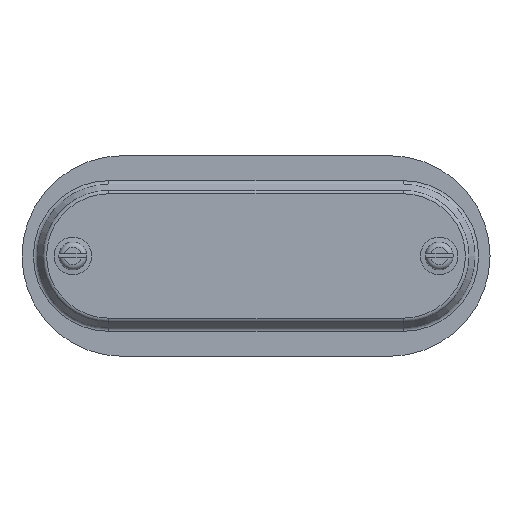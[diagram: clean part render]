
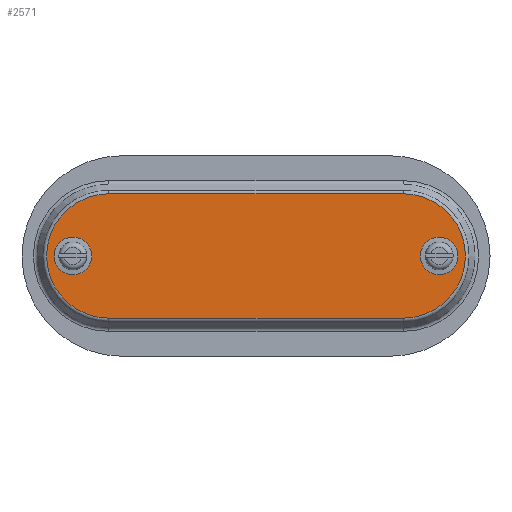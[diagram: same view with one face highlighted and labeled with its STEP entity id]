
A CAD part, top view. The second image highlights one B-rep face of the part: STEP entity #2571.
In plain terms, the highlighted planar face has unit normal (0, 0, 1).
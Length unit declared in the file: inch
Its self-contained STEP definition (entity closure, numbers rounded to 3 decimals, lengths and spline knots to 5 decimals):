
#207=FACE_BOUND('',#404,.T.);
#208=FACE_BOUND('',#405,.T.);
#246=FACE_OUTER_BOUND('',#403,.T.);
#403=EDGE_LOOP('',(#1743,#1744,#1745,#1746));
#404=EDGE_LOOP('',(#1747));
#405=EDGE_LOOP('',(#1748));
#599=CIRCLE('',#2854,0.93002);
#600=CIRCLE('',#2855,0.93002);
#601=CIRCLE('',#2856,0.121);
#602=CIRCLE('',#2857,0.121);
#737=LINE('',#3938,#925);
#738=LINE('',#3942,#926);
#925=VECTOR('',#3156,4.405);
#926=VECTOR('',#3159,4.405);
#1113=VERTEX_POINT('',#3936);
#1114=VERTEX_POINT('',#3937);
#1115=VERTEX_POINT('',#3939);
#1116=VERTEX_POINT('',#3941);
#1117=VERTEX_POINT('',#3944);
#1118=VERTEX_POINT('',#3946);
#1363=EDGE_CURVE('',#1113,#1114,#737,.T.);
#1364=EDGE_CURVE('',#1114,#1115,#599,.T.);
#1365=EDGE_CURVE('',#1115,#1116,#738,.T.);
#1366=EDGE_CURVE('',#1116,#1113,#600,.T.);
#1367=EDGE_CURVE('',#1117,#1117,#601,.T.);
#1368=EDGE_CURVE('',#1118,#1118,#602,.T.);
#1743=ORIENTED_EDGE('',*,*,#1363,.T.);
#1744=ORIENTED_EDGE('',*,*,#1364,.T.);
#1745=ORIENTED_EDGE('',*,*,#1365,.T.);
#1746=ORIENTED_EDGE('',*,*,#1366,.T.);
#1747=ORIENTED_EDGE('',*,*,#1367,.T.);
#1748=ORIENTED_EDGE('',*,*,#1368,.T.);
#2503=PLANE('',#2853);
#2571=ADVANCED_FACE('',(#246,#207,#208),#2503,.T.);
#2853=AXIS2_PLACEMENT_3D('',#3935,#3154,#3155);
#2854=AXIS2_PLACEMENT_3D('',#3940,#3157,#3158);
#2855=AXIS2_PLACEMENT_3D('',#3943,#3160,#3161);
#2856=AXIS2_PLACEMENT_3D('',#3945,#3162,#3163);
#2857=AXIS2_PLACEMENT_3D('',#3947,#3164,#3165);
#3154=DIRECTION('center_axis',(0.,0.,1.));
#3155=DIRECTION('ref_axis',(1.,0.,0.));
#3156=DIRECTION('',(1.,0.,0.));
#3157=DIRECTION('center_axis',(0.,0.,1.));
#3158=DIRECTION('ref_axis',(1.,0.,0.));
#3159=DIRECTION('',(-1.,0.,0.));
#3160=DIRECTION('center_axis',(0.,0.,1.));
#3161=DIRECTION('ref_axis',(1.,0.,0.));
#3162=DIRECTION('center_axis',(0.,0.,-1.));
#3163=DIRECTION('ref_axis',(-1.,0.,0.));
#3164=DIRECTION('center_axis',(0.,0.,-1.));
#3165=DIRECTION('ref_axis',(-1.,0.,0.));
#3935=CARTESIAN_POINT('Origin',(-2.,0.,0.2725));
#3936=CARTESIAN_POINT('',(-2.2025,-0.93002,0.2725));
#3937=CARTESIAN_POINT('',(2.2025,-0.93002,0.2725));
#3938=CARTESIAN_POINT('',(-2.2025,-0.93002,0.2725));
#3939=CARTESIAN_POINT('',(2.2025,0.93002,0.2725));
#3940=CARTESIAN_POINT('Origin',(2.2025,0.,0.2725));
#3941=CARTESIAN_POINT('',(-2.2025,0.93002,0.2725));
#3942=CARTESIAN_POINT('',(2.2025,0.93002,0.2725));
#3943=CARTESIAN_POINT('Origin',(-2.2025,0.,0.2725));
#3944=CARTESIAN_POINT('',(-2.861,0.,0.2725));
#3945=CARTESIAN_POINT('Origin',(-2.74,0.,0.2725));
#3946=CARTESIAN_POINT('',(2.619,0.,0.2725));
#3947=CARTESIAN_POINT('Origin',(2.74,0.,0.2725));
